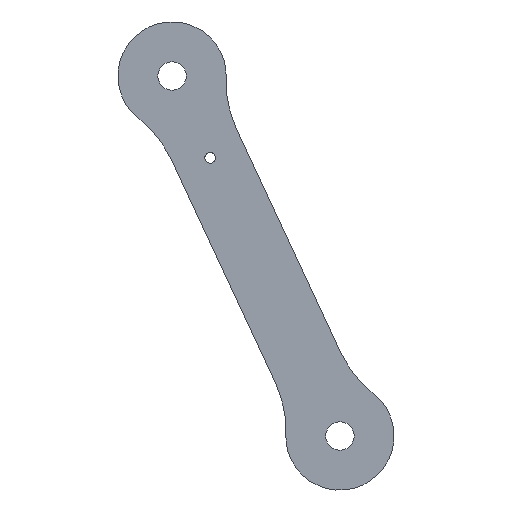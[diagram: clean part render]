
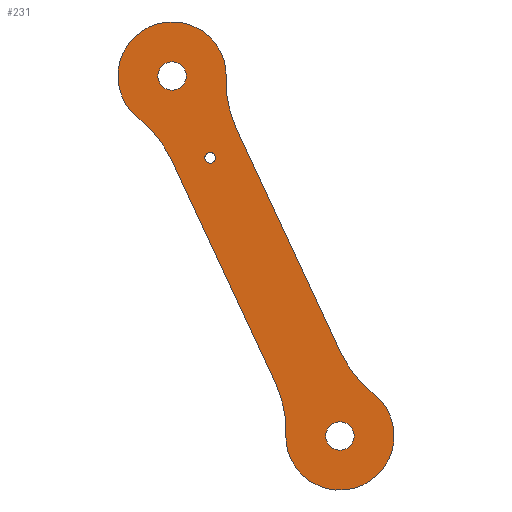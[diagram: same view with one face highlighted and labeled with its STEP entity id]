
A CAD part, left-side view. The second image highlights one B-rep face of the part: STEP entity #231.
In plain terms, the highlighted planar face has unit normal (-1, 0, 0).
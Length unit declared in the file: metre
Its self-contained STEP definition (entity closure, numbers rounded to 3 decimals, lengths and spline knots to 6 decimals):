
#29=LINE('',#372,#41);
#30=LINE('',#381,#42);
#41=VECTOR('',#298,1.);
#42=VECTOR('',#305,1.);
#53=ORIENTED_EDGE('',*,*,#113,.F.);
#54=ORIENTED_EDGE('',*,*,#114,.T.);
#55=ORIENTED_EDGE('',*,*,#115,.T.);
#56=ORIENTED_EDGE('',*,*,#116,.T.);
#57=ORIENTED_EDGE('',*,*,#117,.F.);
#58=ORIENTED_EDGE('',*,*,#118,.F.);
#59=ORIENTED_EDGE('',*,*,#119,.F.);
#60=ORIENTED_EDGE('',*,*,#120,.F.);
#61=ORIENTED_EDGE('',*,*,#121,.F.);
#62=ORIENTED_EDGE('',*,*,#122,.F.);
#63=ORIENTED_EDGE('',*,*,#123,.F.);
#113=EDGE_CURVE('',#143,#143,#165,.T.);
#114=EDGE_CURVE('',#144,#144,#166,.T.);
#115=EDGE_CURVE('',#145,#145,#167,.T.);
#116=EDGE_CURVE('',#146,#147,#29,.T.);
#117=EDGE_CURVE('',#148,#147,#168,.F.);
#118=EDGE_CURVE('',#149,#148,#169,.T.);
#119=EDGE_CURVE('',#150,#149,#170,.F.);
#120=EDGE_CURVE('',#151,#150,#30,.T.);
#121=EDGE_CURVE('',#152,#151,#171,.F.);
#122=EDGE_CURVE('',#153,#152,#172,.T.);
#123=EDGE_CURVE('',#146,#153,#173,.F.);
#143=VERTEX_POINT('',#367);
#144=VERTEX_POINT('',#369);
#145=VERTEX_POINT('',#371);
#146=VERTEX_POINT('',#373);
#147=VERTEX_POINT('',#374);
#148=VERTEX_POINT('',#376);
#149=VERTEX_POINT('',#378);
#150=VERTEX_POINT('',#380);
#151=VERTEX_POINT('',#382);
#152=VERTEX_POINT('',#384);
#153=VERTEX_POINT('',#386);
#165=CIRCLE('',#258,0.001191);
#166=CIRCLE('',#259,0.003175);
#167=CIRCLE('',#260,0.003175);
#168=CIRCLE('',#261,0.024245);
#169=CIRCLE('',#262,0.012123);
#170=CIRCLE('',#263,0.024245);
#171=CIRCLE('',#264,0.024245);
#172=CIRCLE('',#265,0.012123);
#173=CIRCLE('',#266,0.024245);
#183=EDGE_LOOP('',(#53));
#184=EDGE_LOOP('',(#54));
#185=EDGE_LOOP('',(#55));
#186=EDGE_LOOP('',(#56,#57,#58,#59,#60,#61,#62,#63));
#205=FACE_BOUND('',#183,.T.);
#206=FACE_BOUND('',#184,.T.);
#207=FACE_BOUND('',#185,.T.);
#208=FACE_BOUND('',#186,.T.);
#227=PLANE('',#257);
#231=ADVANCED_FACE('',(#205,#206,#207,#208),#227,.T.);
#257=AXIS2_PLACEMENT_3D('',#365,#290,#291);
#258=AXIS2_PLACEMENT_3D('',#366,#292,#293);
#259=AXIS2_PLACEMENT_3D('',#368,#294,#295);
#260=AXIS2_PLACEMENT_3D('',#370,#296,#297);
#261=AXIS2_PLACEMENT_3D('',#375,#299,#300);
#262=AXIS2_PLACEMENT_3D('',#377,#301,#302);
#263=AXIS2_PLACEMENT_3D('',#379,#303,#304);
#264=AXIS2_PLACEMENT_3D('',#383,#306,#307);
#265=AXIS2_PLACEMENT_3D('',#385,#308,#309);
#266=AXIS2_PLACEMENT_3D('',#387,#310,#311);
#290=DIRECTION('',(-1.,0.,0.));
#291=DIRECTION('',(0.,1.,0.));
#292=DIRECTION('',(-1.,0.,0.));
#293=DIRECTION('',(0.,0.,1.));
#294=DIRECTION('',(1.,0.,0.));
#295=DIRECTION('',(0.,0.,-1.));
#296=DIRECTION('',(1.,0.,0.));
#297=DIRECTION('',(0.,0.,-1.));
#298=DIRECTION('',(0.,0.423,0.906));
#299=DIRECTION('',(1.,0.,0.));
#300=DIRECTION('',(0.,0.,-1.));
#301=DIRECTION('',(1.,0.,0.));
#302=DIRECTION('',(0.,0.,-1.));
#303=DIRECTION('',(1.,0.,0.));
#304=DIRECTION('',(0.,0.,-1.));
#305=DIRECTION('',(0.,0.423,0.906));
#306=DIRECTION('',(1.,0.,0.));
#307=DIRECTION('',(0.,0.,-1.));
#308=DIRECTION('',(1.,0.,0.));
#309=DIRECTION('',(0.,0.,-1.));
#310=DIRECTION('',(1.,0.,0.));
#311=DIRECTION('',(0.,0.,-1.));
#365=CARTESIAN_POINT('',(-0.034492,-0.461944,0.075953));
#366=CARTESIAN_POINT('',(-0.034492,-0.451697,0.097927));
#367=CARTESIAN_POINT('',(-0.034492,-0.451697,0.099117));
#368=CARTESIAN_POINT('',(-0.034492,-0.443159,0.116238));
#369=CARTESIAN_POINT('',(-0.034492,-0.443159,0.113063));
#370=CARTESIAN_POINT('',(-0.034492,-0.480729,0.035668));
#371=CARTESIAN_POINT('',(-0.034492,-0.480729,0.032493));
#372=CARTESIAN_POINT('',(-0.034492,-0.469268,0.079369));
#373=CARTESIAN_POINT('',(-0.034492,-0.481013,0.054183));
#374=CARTESIAN_POINT('',(-0.034492,-0.457524,0.104554));
#375=CARTESIAN_POINT('',(-0.034492,-0.479498,0.1148));
#376=CARTESIAN_POINT('',(-0.034492,-0.455272,0.115759));
#377=CARTESIAN_POINT('',(-0.034492,-0.443159,0.116238));
#378=CARTESIAN_POINT('',(-0.034492,-0.435739,0.106651));
#379=CARTESIAN_POINT('',(-0.034492,-0.420901,0.087476));
#380=CARTESIAN_POINT('',(-0.034492,-0.442875,0.097723));
#381=CARTESIAN_POINT('',(-0.034492,-0.454619,0.072537));
#382=CARTESIAN_POINT('',(-0.034492,-0.466363,0.047352));
#383=CARTESIAN_POINT('',(-0.034492,-0.44439,0.037106));
#384=CARTESIAN_POINT('',(-0.034492,-0.468616,0.036147));
#385=CARTESIAN_POINT('',(-0.034492,-0.480729,0.035668));
#386=CARTESIAN_POINT('',(-0.034492,-0.488148,0.045255));
#387=CARTESIAN_POINT('',(-0.034492,-0.502986,0.06443));
